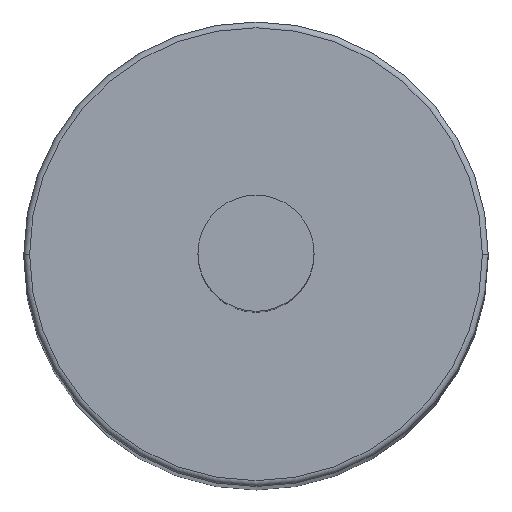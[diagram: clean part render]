
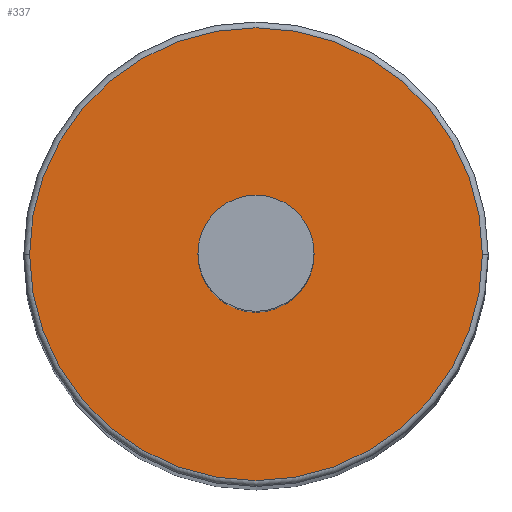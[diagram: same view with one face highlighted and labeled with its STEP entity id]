
A CAD part, top view. The second image highlights one B-rep face of the part: STEP entity #337.
In plain terms, the highlighted planar face has unit normal (0, 0, 1).
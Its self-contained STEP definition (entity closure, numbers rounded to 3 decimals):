
#135=CARTESIAN_POINT('',(0.,0.,35.));
#136=DIRECTION('',(0.,0.,1.));
#137=DIRECTION('',(1.,0.,0.));
#138=AXIS2_PLACEMENT_3D('',#135,#136,#137);
#140=CARTESIAN_POINT('',(0.,0.,35.));
#141=DIRECTION('',(0.,0.,1.));
#142=DIRECTION('',(-1.,0.,0.));
#143=AXIS2_PLACEMENT_3D('',#140,#141,#142);
#145=CARTESIAN_POINT('',(0.,0.,35.));
#146=DIRECTION('',(0.,0.,1.));
#147=DIRECTION('',(-1.,0.,0.));
#148=AXIS2_PLACEMENT_3D('',#145,#146,#147);
#150=CARTESIAN_POINT('',(0.,0.,35.));
#151=DIRECTION('',(0.,0.,1.));
#152=DIRECTION('',(1.,0.,0.));
#153=AXIS2_PLACEMENT_3D('',#150,#151,#152);
#196=CARTESIAN_POINT('',(1.,0.,35.));
#197=CARTESIAN_POINT('',(-1.,0.,35.));
#198=VERTEX_POINT('',#196);
#199=VERTEX_POINT('',#197);
#200=CARTESIAN_POINT('',(-3.9,0.,35.));
#201=CARTESIAN_POINT('',(3.9,0.,35.));
#202=VERTEX_POINT('',#200);
#203=VERTEX_POINT('',#201);
#321=CARTESIAN_POINT('',(0.,0.,35.));
#322=DIRECTION('',(0.,0.,1.));
#323=DIRECTION('',(1.,0.,0.));
#324=AXIS2_PLACEMENT_3D('',#321,#322,#323);
#325=PLANE('',#324);
#327=ORIENTED_EDGE('',*,*,#326,.F.);
#328=ORIENTED_EDGE('',*,*,#304,.F.);
#329=EDGE_LOOP('',(#327,#328));
#330=FACE_OUTER_BOUND('',#329,.F.);
#332=ORIENTED_EDGE('',*,*,#331,.T.);
#334=ORIENTED_EDGE('',*,*,#333,.T.);
#335=EDGE_LOOP('',(#332,#334));
#336=FACE_BOUND('',#335,.F.);
#337=ADVANCED_FACE('',(#330,#336),#325,.T.);
#139=CIRCLE('',#138,1.);
#144=CIRCLE('',#143,1.);
#149=CIRCLE('',#148,3.9);
#154=CIRCLE('',#153,3.9);
#304=EDGE_CURVE('',#203,#202,#154,.T.);
#326=EDGE_CURVE('',#202,#203,#149,.T.);
#331=EDGE_CURVE('',#198,#199,#139,.T.);
#333=EDGE_CURVE('',#199,#198,#144,.T.);
